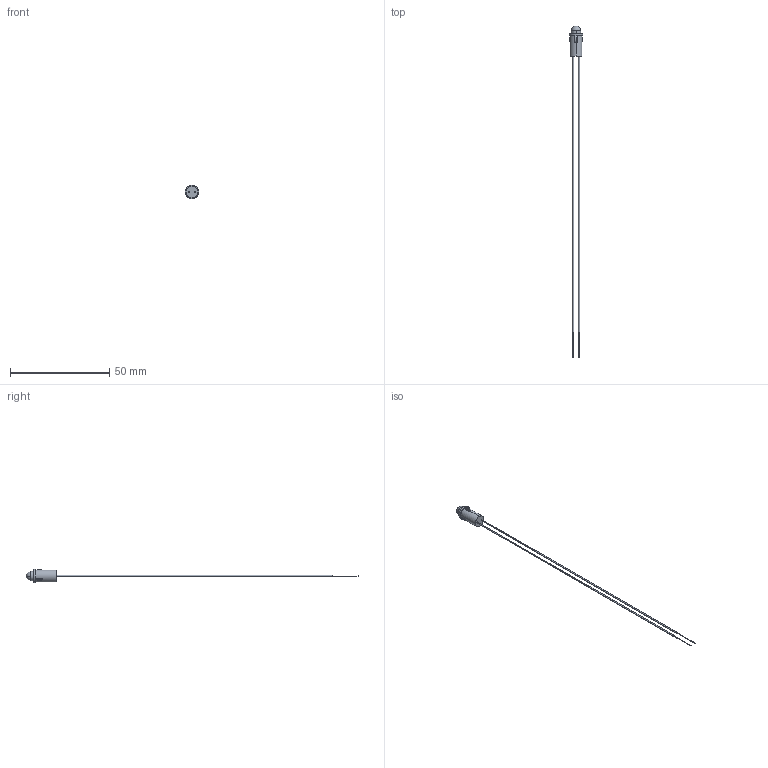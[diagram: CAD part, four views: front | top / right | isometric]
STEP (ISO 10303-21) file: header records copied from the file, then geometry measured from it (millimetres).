
FILE_DESCRIPTION (( 'STEP AP214' ), '1' );
FILE_NAME ('WP1533AA-W152.STEP', '2008-09-07T18:29:51', ( '' ), ( '' ), 'SwSTEP 2.0', 'SolidWorks 2008', '' );
FILE_SCHEMA (( 'AUTOMOTIVE_DESIGN' ));
Length unit declared in the file: millimetre
Products named in the file (1): WP1533AA-W152
Bounding box: 6.9 x 167.6 x 6.9 mm (x, y, z)
Volume: 464.7 mm3; surface area: 886 mm2
Topology: 1 solids, 1 shells, 318 faces, 841 edges, 559 vertices
Faces by surface type: plane 180, bspline 116, cylinder 14, cone 6, sphere 2
Entity records: 18801 total; most frequent: CARTESIAN_POINT 8177, ORIENTED_EDGE 1678, DIRECTION 1042, EDGE_CURVE 839, VERTEX_POINT 559, LINE 554, VECTOR 554, EDGE_LOOP 354
